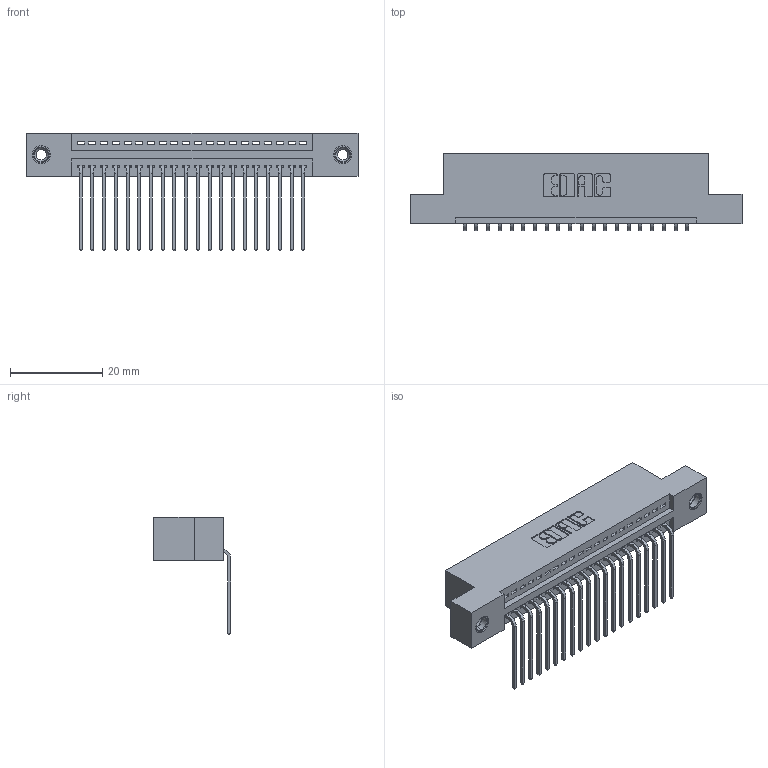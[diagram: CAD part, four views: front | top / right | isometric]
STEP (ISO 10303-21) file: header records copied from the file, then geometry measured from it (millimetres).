
FILE_DESCRIPTION (( 'STEP AP203' ), '1' );
FILE_NAME ('345-020-559-108.STEP', '2018-08-20T07:10:33', ( '' ), ( '' ), 'SwSTEP 2.0', 'SolidWorks 2016', '' );
FILE_SCHEMA (( 'CONFIG_CONTROL_DESIGN' ));
Length unit declared in the file: inch
Products named in the file (4): 345 Part_Flush Mounting Lugs - 0.156 Dia-TI; 345-292-001_558 559 Tail - 1; 345-250-001_345-250-003-102; 345-020-559-108
Assembly tree (23 placements, depth 2):
  345-020-559-108
    345 Part_Flush Mounting Lugs - 0.156 Dia-TI
    345-292-001_558 559 Tail - 1  x20
    345-250-001_345-250-003-102  x2
Bounding box: 72.01 x 16.75 x 25.53 mm (x, y, z)
Volume: 6719.4 mm3; surface area: 9041.2 mm2
Topology: 23 solids, 23 shells, 1386 faces, 4117 edges, 2710 vertices
Faces by surface type: plane 952, cylinder 418, cone 12, torus 4
Entity records: 19284 total; most frequent: CARTESIAN_POINT 3323, ORIENTED_EDGE 3270, DIRECTION 2961, EDGE_CURVE 1635, VECTOR 1403, LINE 1403, VERTEX_POINT 1084, AXIS2_PLACEMENT_3D 779
